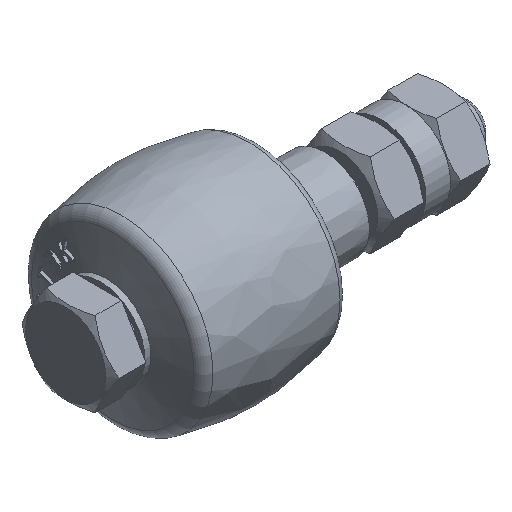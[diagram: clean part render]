
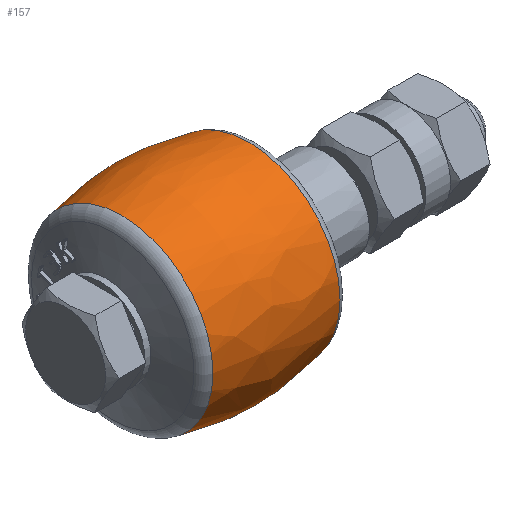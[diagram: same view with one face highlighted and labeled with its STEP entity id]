
A CAD part, isometric view. The second image highlights one B-rep face of the part: STEP entity #157.
In plain terms, the highlighted free-form (B-spline) face has degree [3, 3] with [7, 4] control points.
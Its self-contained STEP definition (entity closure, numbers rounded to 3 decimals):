
#157=ADVANCED_FACE('',(#1128,#1130),#1132,.T.);
#1128=FACE_OUTER_BOUND('',#1129,.T.);
#1129=EDGE_LOOP('',(#3161));
#1130=FACE_OUTER_BOUND('',#1131,.T.);
#1131=EDGE_LOOP('',(#3162));
#1132=(BOUNDED_SURFACE()B_SPLINE_SURFACE(3,3,(
(#1133,#1134,#1135,#1136),
(#1137,#1138,#1139,#1140),
(#1141,#1142,#1143,#1144),
(#1145,#1146,#1147,#1148),
(#1149,#1150,#1151,#1152),
(#1153,#1154,#1155,#1156),
(#1157,#1158,#1159,#1160)),
.UNSPECIFIED.,.T.,.F.,.F.)B_SPLINE_SURFACE_WITH_KNOTS((4,3,4),
(4,4),
(0.,3.142,6.283),
(-0.245,0.245),
.UNSPECIFIED.)GEOMETRIC_REPRESENTATION_ITEM()RATIONAL_B_SPLINE_SURFACE((
(1.,0.98,0.98,1.),
(0.333,0.327,0.327,0.333),
(0.333,0.327,0.327,0.333),
(1.,0.98,0.98,1.),
(0.333,0.327,0.327,0.333),
(0.333,0.327,0.327,0.333),
(1.,0.98,0.98,1.)))REPRESENTATION_ITEM('')SURFACE());
#1133=CARTESIAN_POINT('',(-12.834,-18.421,0.));
#1134=CARTESIAN_POINT('',(-4.365,-20.537,0.));
#1135=CARTESIAN_POINT('',(4.365,-20.537,0.));
#1136=CARTESIAN_POINT('',(12.834,-18.421,0.));
#1137=CARTESIAN_POINT('',(-12.834,-18.421,-36.841));
#1138=CARTESIAN_POINT('',(-4.365,-20.537,-41.074));
#1139=CARTESIAN_POINT('',(4.365,-20.537,-41.074));
#1140=CARTESIAN_POINT('',(12.834,-18.421,-36.841));
#1141=CARTESIAN_POINT('',(-12.834,18.421,-36.841));
#1142=CARTESIAN_POINT('',(-4.365,20.537,-41.074));
#1143=CARTESIAN_POINT('',(4.365,20.537,-41.074));
#1144=CARTESIAN_POINT('',(12.834,18.421,-36.841));
#1145=CARTESIAN_POINT('',(-12.834,18.421,0.));
#1146=CARTESIAN_POINT('',(-4.365,20.537,0.));
#1147=CARTESIAN_POINT('',(4.365,20.537,0.));
#1148=CARTESIAN_POINT('',(12.834,18.421,0.));
#1149=CARTESIAN_POINT('',(-12.834,18.421,36.841));
#1150=CARTESIAN_POINT('',(-4.365,20.537,41.074));
#1151=CARTESIAN_POINT('',(4.365,20.537,41.074));
#1152=CARTESIAN_POINT('',(12.834,18.421,36.841));
#1153=CARTESIAN_POINT('',(-12.834,-18.421,36.841));
#1154=CARTESIAN_POINT('',(-4.365,-20.537,41.074));
#1155=CARTESIAN_POINT('',(4.365,-20.537,41.074));
#1156=CARTESIAN_POINT('',(12.834,-18.421,36.841));
#1157=CARTESIAN_POINT('',(-12.834,-18.421,0.));
#1158=CARTESIAN_POINT('',(-4.365,-20.537,0.));
#1159=CARTESIAN_POINT('',(4.365,-20.537,0.));
#1160=CARTESIAN_POINT('',(12.834,-18.421,0.));
#3161=ORIENTED_EDGE('',*,*,#4637,.F.);
#3162=ORIENTED_EDGE('',*,*,#4476,.T.);
#4476=EDGE_CURVE('',#5551,#5551,#5552,.T.);
#4637=EDGE_CURVE('',#5803,#5803,#5804,.T.);
#5551=VERTEX_POINT('',#8953);
#5552=CIRCLE('',#8954,18.421);
#5803=VERTEX_POINT('',#9954);
#5804=CIRCLE('',#9955,18.421);
#8953=CARTESIAN_POINT('',(-12.834,-18.421,0.));
#8954=AXIS2_PLACEMENT_3D('',#8955,#8956,#8957);
#8955=CARTESIAN_POINT('',(-12.834,0.,0.));
#8956=DIRECTION('',(1.,0.,0.));
#8957=DIRECTION('',(0.,-1.,0.));
#9954=CARTESIAN_POINT('',(12.834,-18.421,0.));
#9955=AXIS2_PLACEMENT_3D('',#9956,#9957,#9958);
#9956=CARTESIAN_POINT('',(12.834,0.,0.));
#9957=DIRECTION('',(1.,0.,0.));
#9958=DIRECTION('',(0.,-1.,0.));
